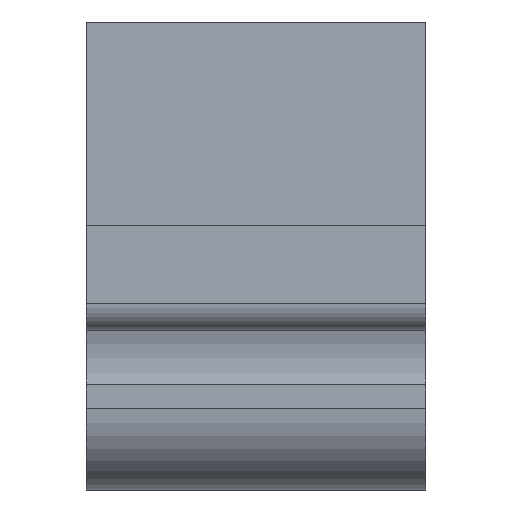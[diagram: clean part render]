
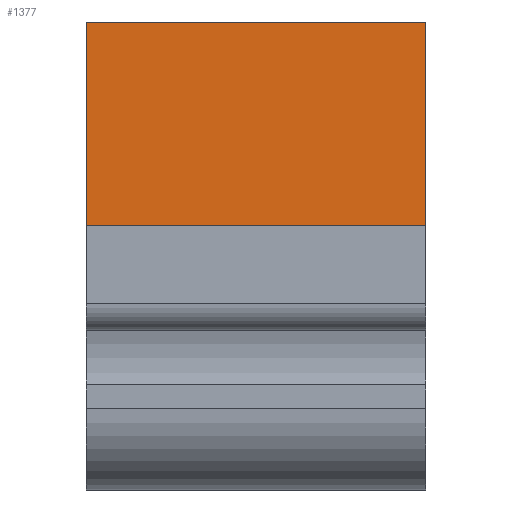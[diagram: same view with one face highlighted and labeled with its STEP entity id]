
A CAD part, front view. The second image highlights one B-rep face of the part: STEP entity #1377.
In plain terms, the highlighted planar face has unit normal (0, -1, 0).
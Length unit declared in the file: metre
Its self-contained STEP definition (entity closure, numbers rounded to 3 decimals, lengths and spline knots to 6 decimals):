
#403=ORIENTED_EDGE('',*,*,#411,.T.);
#404=ORIENTED_EDGE('',*,*,#474,.F.);
#405=ORIENTED_EDGE('',*,*,#605,.F.);
#406=ORIENTED_EDGE('',*,*,#490,.T.);
#411=EDGE_CURVE('',#606,#607,#736,.T.);
#474=EDGE_CURVE('',#669,#607,#798,.T.);
#490=EDGE_CURVE('',#682,#606,#810,.T.);
#605=EDGE_CURVE('',#682,#669,#924,.T.);
#606=VERTEX_POINT('',#1805);
#607=VERTEX_POINT('',#1806);
#669=VERTEX_POINT('',#1931);
#682=VERTEX_POINT('',#1964);
#736=LINE('',#1804,#925);
#798=LINE('',#1932,#987);
#810=LINE('',#1963,#999);
#924=LINE('',#2193,#1113);
#925=VECTOR('',#1469,1.);
#987=VECTOR('',#1535,1.);
#999=VECTOR('',#1561,1.);
#1113=VECTOR('',#1799,1.);
#1179=EDGE_LOOP('',(#403,#404,#405,#406));
#1246=FACE_BOUND('',#1179,.T.);
#1310=PLANE('',#1463);
#1377=ADVANCED_FACE('',(#1246),#1310,.F.);
#1463=AXIS2_PLACEMENT_3D('',#2192,#1797,#1798);
#1469=DIRECTION('',(1.,0.,0.));
#1535=DIRECTION('',(0.,0.,-1.));
#1561=DIRECTION('',(0.,0.,-1.));
#1797=DIRECTION('',(0.,1.,0.));
#1798=DIRECTION('',(0.,0.,1.));
#1799=DIRECTION('',(1.,0.,0.));
#1804=CARTESIAN_POINT('',(-0.01085,0.036643,0.001821));
#1805=CARTESIAN_POINT('',(-0.01335,0.036643,0.001821));
#1806=CARTESIAN_POINT('',(-0.00835,0.036643,0.001821));
#1931=CARTESIAN_POINT('',(-0.00835,0.036643,0.004821));
#1932=CARTESIAN_POINT('',(-0.00835,0.036643,0.004821));
#1963=CARTESIAN_POINT('',(-0.01335,0.036643,0.004821));
#1964=CARTESIAN_POINT('',(-0.01335,0.036643,0.004821));
#2192=CARTESIAN_POINT('',(-0.01085,0.036643,0.004821));
#2193=CARTESIAN_POINT('',(-0.01085,0.036643,0.004821));
